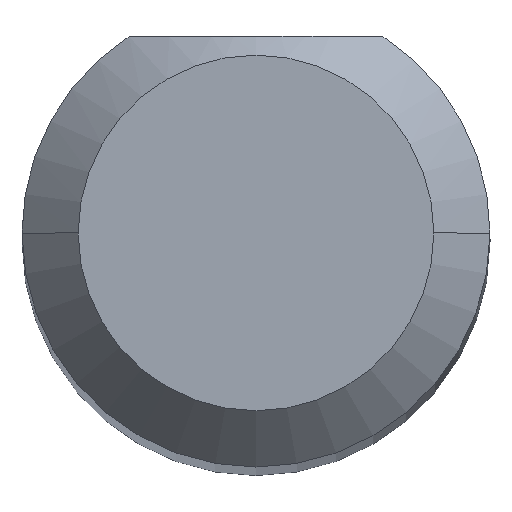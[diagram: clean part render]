
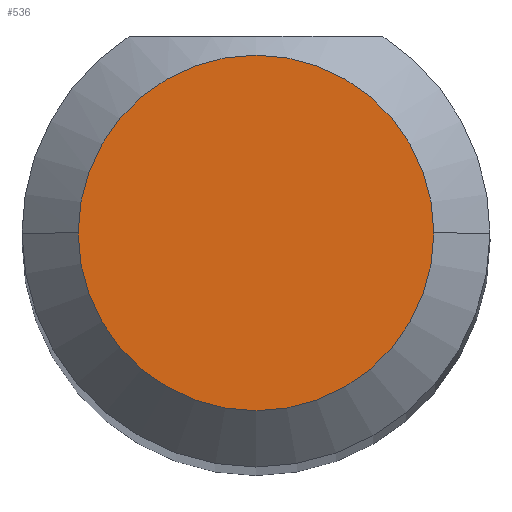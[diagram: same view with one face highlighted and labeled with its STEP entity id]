
A CAD part, top view. The second image highlights one B-rep face of the part: STEP entity #536.
In plain terms, the highlighted planar face has unit normal (0, 0, 1).
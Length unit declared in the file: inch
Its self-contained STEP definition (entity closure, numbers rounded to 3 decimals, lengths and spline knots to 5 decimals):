
#13 = AXIS2_PLACEMENT_3D ( 'NONE', #90, #283, #464 ) ;
#56 = FACE_OUTER_BOUND ( 'NONE', #264, .T. ) ;
#90 = CARTESIAN_POINT ( 'NONE',  ( 0., 0., 1.5 ) ) ;
#149 = DIRECTION ( 'NONE',  ( 1., 0., 0. ) ) ;
#166 = CIRCLE ( 'NONE', #375, 0.0475 ) ;
#173 = VERTEX_POINT ( 'NONE', #490 ) ;
#197 = CARTESIAN_POINT ( 'NONE',  ( 0., 0., 1.5 ) ) ;
#208 = DIRECTION ( 'NONE',  ( 0., 0., 1. ) ) ;
#249 = ORIENTED_EDGE ( 'NONE', *, *, #478, .T. ) ;
#255 = DIRECTION ( 'NONE',  ( 0., 0., 1. ) ) ;
#264 = EDGE_LOOP ( 'NONE', ( #249, #362 ) ) ;
#283 = DIRECTION ( 'NONE',  ( 0., 0., 1. ) ) ;
#302 = CARTESIAN_POINT ( 'NONE',  ( -0.0475, 0., 1.5 ) ) ;
#345 = CIRCLE ( 'NONE', #13, 0.0475 ) ;
#362 = ORIENTED_EDGE ( 'NONE', *, *, #602, .T. ) ;
#375 = AXIS2_PLACEMENT_3D ( 'NONE', #384, #255, #574 ) ;
#384 = CARTESIAN_POINT ( 'NONE',  ( 0., 0., 1.5 ) ) ;
#440 = AXIS2_PLACEMENT_3D ( 'NONE', #197, #208, #149 ) ;
#464 = DIRECTION ( 'NONE',  ( 1., 0., 0. ) ) ;
#478 = EDGE_CURVE ( 'NONE', #541, #173, #345, .T. ) ;
#484 = PLANE ( 'NONE',  #440 ) ;
#490 = CARTESIAN_POINT ( 'NONE',  ( 0.0475, 0., 1.5 ) ) ;
#536 = ADVANCED_FACE ( 'NONE', ( #56 ), #484, .T. ) ;
#541 = VERTEX_POINT ( 'NONE', #302 ) ;
#574 = DIRECTION ( 'NONE',  ( 1., 0., 0. ) ) ;
#602 = EDGE_CURVE ( 'NONE', #173, #541, #166, .T. ) ;
